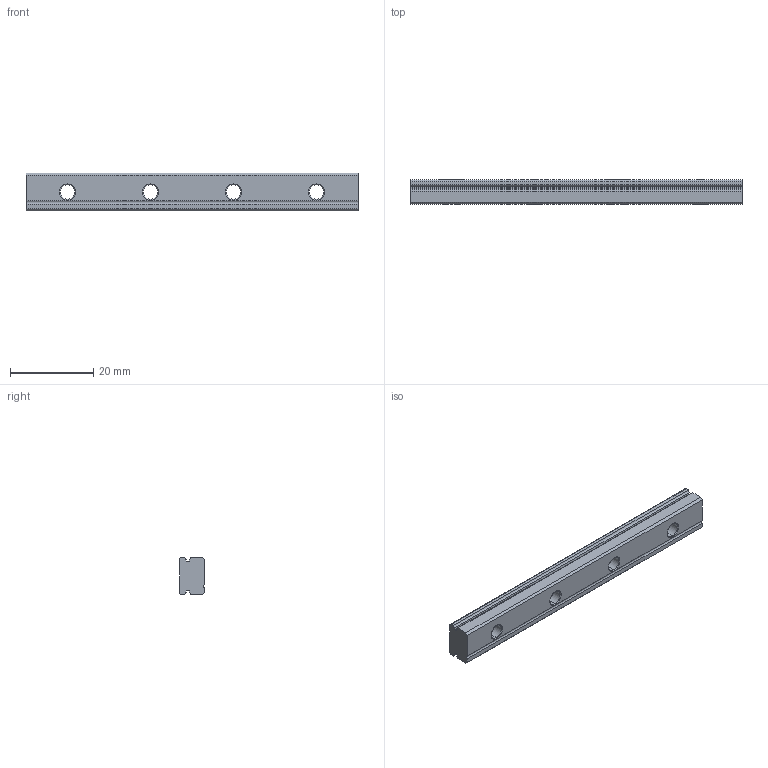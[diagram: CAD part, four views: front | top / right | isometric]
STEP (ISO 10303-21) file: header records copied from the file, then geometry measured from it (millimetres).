
FILE_DESCRIPTION (( 'STEP AP203' ), '1' );
FILE_NAME ('6725K31.STEP', '2017-11-29T17:03:54', ( '' ), ( '' ), 'SwSTEP 2.0', 'SolidWorks 2014', '' );
FILE_SCHEMA (( 'CONFIG_CONTROL_DESIGN' ));
Length unit declared in the file: millimetre
Products named in the file (1): 6725K31
Bounding box: 80 x 6 x 9 mm (x, y, z)
Volume: 3614.4 mm3; surface area: 2947.2 mm2
Topology: 1 solids, 1 shells, 56 faces, 142 edges, 92 vertices
Faces by surface type: cylinder 27, plane 21, cone 8
Entity records: 1797 total; most frequent: DIRECTION 318, CARTESIAN_POINT 291, ORIENTED_EDGE 284, EDGE_CURVE 142, AXIS2_PLACEMENT_3D 119, VERTEX_POINT 92, LINE 80, VECTOR 80
